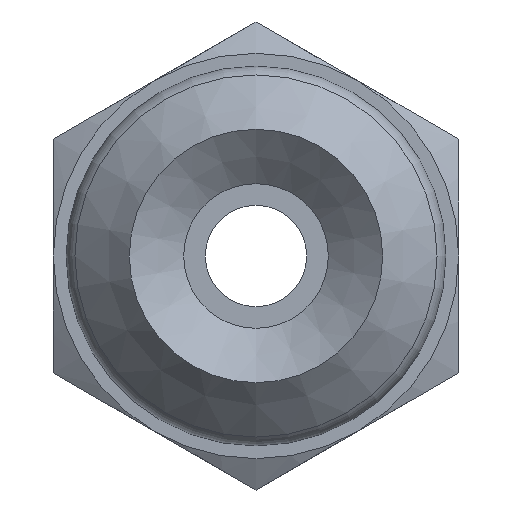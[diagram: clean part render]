
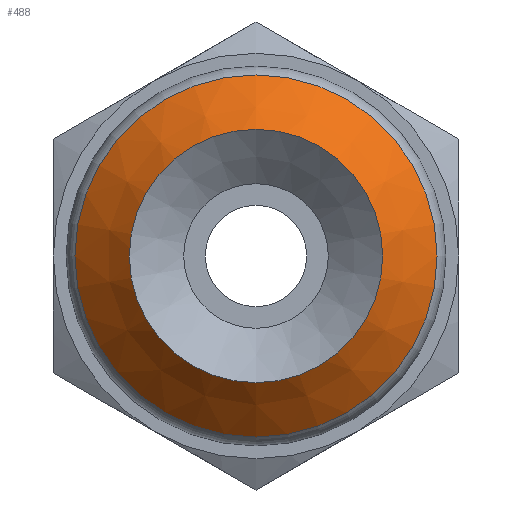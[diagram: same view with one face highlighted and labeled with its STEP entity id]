
A CAD part, front view. The second image highlights one B-rep face of the part: STEP entity #488.
In plain terms, the highlighted conical face has half-angle 45 degrees and reference radius 2.307 mm.
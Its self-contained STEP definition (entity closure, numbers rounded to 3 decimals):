
#101=CIRCLE('',#557,2.307);
#102=CIRCLE('',#559,3.574);
#162=ORIENTED_EDGE('',*,*,#276,.T.);
#163=ORIENTED_EDGE('',*,*,#275,.F.);
#275=EDGE_CURVE('',#323,#323,#101,.T.);
#276=EDGE_CURVE('',#324,#324,#102,.T.);
#323=VERTEX_POINT('',#871);
#324=VERTEX_POINT('',#874);
#372=EDGE_LOOP('',(#162));
#373=EDGE_LOOP('',(#163));
#428=FACE_BOUND('',#372,.T.);
#429=FACE_BOUND('',#373,.T.);
#466=CONICAL_SURFACE('',#558,2.307,0.785);
#488=ADVANCED_FACE('',(#428,#429),#466,.T.);
#557=AXIS2_PLACEMENT_3D('',#870,#676,#677);
#558=AXIS2_PLACEMENT_3D('',#872,#678,#679);
#559=AXIS2_PLACEMENT_3D('',#873,#680,#681);
#676=DIRECTION('',(0.,-1.,0.));
#677=DIRECTION('',(0.,0.,-1.));
#678=DIRECTION('',(0.,1.,0.));
#679=DIRECTION('',(0.,0.,1.));
#680=DIRECTION('',(0.,-1.,0.));
#681=DIRECTION('',(0.,0.,-1.));
#870=CARTESIAN_POINT('',(0.,1.057,0.));
#871=CARTESIAN_POINT('',(0.,1.057,-2.307));
#872=CARTESIAN_POINT('',(0.,1.057,0.));
#873=CARTESIAN_POINT('',(0.,2.324,0.));
#874=CARTESIAN_POINT('',(0.,2.324,-3.574));
